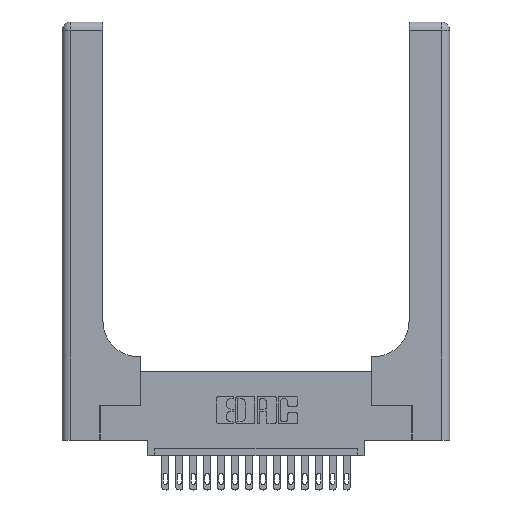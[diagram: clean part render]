
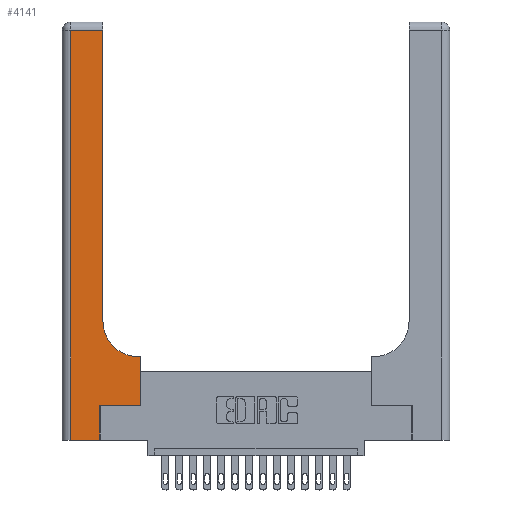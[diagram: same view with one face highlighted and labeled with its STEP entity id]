
A CAD part, top view. The second image highlights one B-rep face of the part: STEP entity #4141.
In plain terms, the highlighted planar face has unit normal (0, 0, 1).
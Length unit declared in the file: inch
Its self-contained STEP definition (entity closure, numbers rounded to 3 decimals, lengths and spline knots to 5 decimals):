
#167 = CARTESIAN_POINT ( 'NONE',  ( 0.2915, 3., 0.37 ) ) ;
#188 = EDGE_CURVE ( 'NONE', #19330, #3079, #11665, .T. ) ;
#547 = VERTEX_POINT ( 'NONE', #8683 ) ;
#825 = DIRECTION ( 'NONE',  ( -1., 0., 0. ) ) ;
#1445 = ORIENTED_EDGE ( 'NONE', *, *, #7391, .T. ) ;
#1659 = DIRECTION ( 'NONE',  ( 0., 1., 0. ) ) ;
#1711 = VECTOR ( 'NONE', #11554, 39.37008 ) ;
#2291 = ORIENTED_EDGE ( 'NONE', *, *, #17081, .T. ) ;
#2481 = DIRECTION ( 'NONE',  ( -1., 0., 0. ) ) ;
#2648 = CARTESIAN_POINT ( 'NONE',  ( 0.06, 3., 0.37 ) ) ;
#2665 = LINE ( 'NONE', #3635, #17123 ) ;
#2887 = VERTEX_POINT ( 'NONE', #7094 ) ;
#3037 = ORIENTED_EDGE ( 'NONE', *, *, #9152, .T. ) ;
#3079 = VERTEX_POINT ( 'NONE', #6595 ) ;
#3283 = LINE ( 'NONE', #2648, #17499 ) ;
#3288 = ORIENTED_EDGE ( 'NONE', *, *, #188, .T. ) ;
#3451 = DIRECTION ( 'NONE',  ( -1., 0., 0. ) ) ;
#3516 = VERTEX_POINT ( 'NONE', #11426 ) ;
#3635 = CARTESIAN_POINT ( 'NONE',  ( 0.2915, 0.6, 0.37 ) ) ;
#4002 = CARTESIAN_POINT ( 'NONE',  ( 0.5415, 0.85, 0.37 ) ) ;
#4141 = ADVANCED_FACE ( 'NONE', ( #14067 ), #6975, .F. ) ;
#4533 = VECTOR ( 'NONE', #1659, 39.37008 ) ;
#4856 = CARTESIAN_POINT ( 'NONE',  ( 0., 0., 0.37 ) ) ;
#4887 = EDGE_CURVE ( 'NONE', #9298, #10335, #2665, .T. ) ;
#5150 = VECTOR ( 'NONE', #11015, 39.37008 ) ;
#5271 = LINE ( 'NONE', #4856, #1711 ) ;
#5467 = ORIENTED_EDGE ( 'NONE', *, *, #12778, .T. ) ;
#5585 = ORIENTED_EDGE ( 'NONE', *, *, #4887, .T. ) ;
#5638 = DIRECTION ( 'NONE',  ( 0., -1., 0. ) ) ;
#5869 = EDGE_CURVE ( 'NONE', #547, #2887, #5271, .T. ) ;
#6174 = EDGE_CURVE ( 'NONE', #3079, #15543, #11190, .T. ) ;
#6595 = CARTESIAN_POINT ( 'NONE',  ( 0.2915, 2.94, 0.37 ) ) ;
#6602 = CARTESIAN_POINT ( 'NONE',  ( 0., 2.94, 0.37 ) ) ;
#6906 = VECTOR ( 'NONE', #2481, 39.37008 ) ;
#6975 = PLANE ( 'NONE',  #15351 ) ;
#7013 = DIRECTION ( 'NONE',  ( 0., 0., -1. ) ) ;
#7094 = CARTESIAN_POINT ( 'NONE',  ( 0.269, 0., 0.37 ) ) ;
#7391 = EDGE_CURVE ( 'NONE', #15543, #547, #3283, .T. ) ;
#7873 = CARTESIAN_POINT ( 'NONE',  ( 0.5415, 0.6, 0.37 ) ) ;
#8031 = LINE ( 'NONE', #18332, #15587 ) ;
#8171 = CARTESIAN_POINT ( 'NONE',  ( 0.5585, 0.6, 0.37 ) ) ;
#8408 = ORIENTED_EDGE ( 'NONE', *, *, #5869, .T. ) ;
#8683 = CARTESIAN_POINT ( 'NONE',  ( 0.06, 0., 0.37 ) ) ;
#8954 = LINE ( 'NONE', #10878, #5150 ) ;
#9088 = AXIS2_PLACEMENT_3D ( 'NONE', #4002, #7013, #10047 ) ;
#9152 = EDGE_CURVE ( 'NONE', #3516, #10223, #8031, .T. ) ;
#9223 = EDGE_CURVE ( 'NONE', #10223, #9298, #8954, .T. ) ;
#9298 = VERTEX_POINT ( 'NONE', #8171 ) ;
#9939 = ORIENTED_EDGE ( 'NONE', *, *, #9223, .T. ) ;
#10047 = DIRECTION ( 'NONE',  ( 1., 0., 0. ) ) ;
#10223 = VERTEX_POINT ( 'NONE', #12705 ) ;
#10335 = VERTEX_POINT ( 'NONE', #7873 ) ;
#10772 = DIRECTION ( 'NONE',  ( 0., 1., 0. ) ) ;
#10878 = CARTESIAN_POINT ( 'NONE',  ( 0.5585, 0.25, 0.37 ) ) ;
#11015 = DIRECTION ( 'NONE',  ( 0., 1., 0. ) ) ;
#11190 = LINE ( 'NONE', #6602, #6906 ) ;
#11426 = CARTESIAN_POINT ( 'NONE',  ( 0.269, 0.25, 0.37 ) ) ;
#11554 = DIRECTION ( 'NONE',  ( 1., 0., 0. ) ) ;
#11665 = LINE ( 'NONE', #167, #4533 ) ;
#12438 = CARTESIAN_POINT ( 'NONE',  ( 0.269, 0., 0.37 ) ) ;
#12539 = DIRECTION ( 'NONE',  ( 1., 0., 0. ) ) ;
#12705 = CARTESIAN_POINT ( 'NONE',  ( 0.5585, 0.25, 0.37 ) ) ;
#12778 = EDGE_CURVE ( 'NONE', #10335, #19330, #19200, .T. ) ;
#12888 = CARTESIAN_POINT ( 'NONE',  ( 0., 3., 0.37 ) ) ;
#13193 = LINE ( 'NONE', #12438, #16944 ) ;
#13535 = EDGE_LOOP ( 'NONE', ( #3288, #14369, #1445, #8408, #2291, #3037, #9939, #5585, #5467 ) ) ;
#14067 = FACE_OUTER_BOUND ( 'NONE', #13535, .T. ) ;
#14183 = CARTESIAN_POINT ( 'NONE',  ( 0.2915, 0.85, 0.37 ) ) ;
#14369 = ORIENTED_EDGE ( 'NONE', *, *, #6174, .T. ) ;
#15351 = AXIS2_PLACEMENT_3D ( 'NONE', #12888, #18981, #825 ) ;
#15543 = VERTEX_POINT ( 'NONE', #16155 ) ;
#15587 = VECTOR ( 'NONE', #12539, 39.37008 ) ;
#16155 = CARTESIAN_POINT ( 'NONE',  ( 0.06, 2.94, 0.37 ) ) ;
#16944 = VECTOR ( 'NONE', #10772, 39.37008 ) ;
#17081 = EDGE_CURVE ( 'NONE', #2887, #3516, #13193, .T. ) ;
#17123 = VECTOR ( 'NONE', #3451, 39.37008 ) ;
#17499 = VECTOR ( 'NONE', #5638, 39.37008 ) ;
#18332 = CARTESIAN_POINT ( 'NONE',  ( 0.269, 0.25, 0.37 ) ) ;
#18981 = DIRECTION ( 'NONE',  ( 0., 0., -1. ) ) ;
#19200 = CIRCLE ( 'NONE', #9088, 0.25 ) ;
#19330 = VERTEX_POINT ( 'NONE', #14183 ) ;
